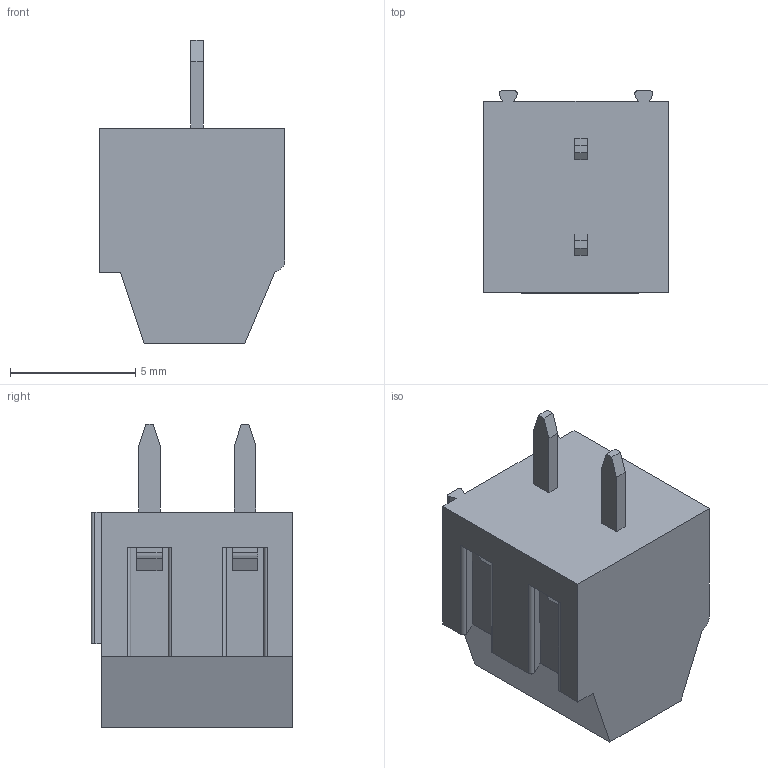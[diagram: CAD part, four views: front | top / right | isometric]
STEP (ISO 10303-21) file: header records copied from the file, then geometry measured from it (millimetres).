
FILE_DESCRIPTION((''),'2;1');
FILE_NAME('DB125-381-2P-S','2022-07-14T',('86134'),(''),'PRO/ENGINEER BY PARAMETRIC TECHNOLOGY CORPORATION, 2010280','PRO/ENGINEER BY PARAMETRIC TECHNOLOGY CORPORATION, 2010280','');
FILE_SCHEMA(('CONFIG_CONTROL_DESIGN'));
Length unit declared in the file: millimetre
Products named in the file (1): DB125-381-2P-S
Bounding box: 7.4 x 8.04 x 12.1 mm (x, y, z)
Volume: 404.3 mm3; surface area: 445.3 mm2
Topology: 1 solids, 1 shells, 205 faces, 534 edges, 350 vertices
Faces by surface type: plane 144, cylinder 34, torus 11, extrusion 8, cone 4, sphere 4
Entity records: 6479 total; most frequent: CARTESIAN_POINT 1361, ORIENTED_EDGE 1060, DIRECTION 1021, EDGE_CURVE 530, VECTOR 393, LINE 385, VERTEX_POINT 350, AXIS2_PLACEMENT_3D 314
